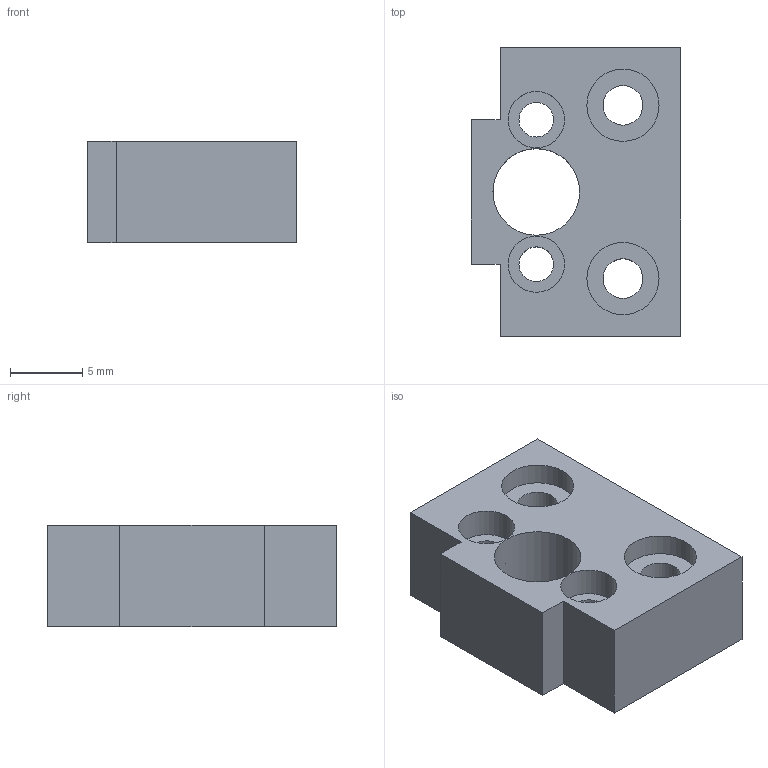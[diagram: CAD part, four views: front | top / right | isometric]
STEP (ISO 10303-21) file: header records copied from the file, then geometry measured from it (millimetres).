
FILE_DESCRIPTION(/* description */ (''),/* implementation_level */ '2;1');
FILE_NAME(/* name */ 'MotorMountDifferential.stp',/* time_stamp */ '2023-05-10T19:47:20+02:00',/* author */ ('Nathann'),/* organization */ (''),/* preprocessor_version */ 'ST-DEVELOPER v19',/* originating_system */ 'Autodesk Inventor 2023',/* authorisation */ '');
FILE_SCHEMA (('AUTOMOTIVE_DESIGN { 1 0 10303 214 3 1 1 }'));
Length unit declared in the file: millimetre
Products named in the file (1): MotorMount
Bounding box: 14.5 x 20 x 7 mm (x, y, z)
Volume: 1406.3 mm3; surface area: 1358.5 mm2
Topology: 1 solids, 1 shells, 27 faces, 57 edges, 39 vertices
Faces by surface type: plane 16, cylinder 11
Full cylindrical faces by diameter (mm): 2.4 x2, 2.75 x2, 3.9 x2, 5 x4, 6 x1
Entity records: 807 total; most frequent: DIRECTION 135, CARTESIAN_POINT 124, ORIENTED_EDGE 114, EDGE_CURVE 57, AXIS2_PLACEMENT_3D 50, EDGE_LOOP 43, VERTEX_POINT 38, LINE 35
